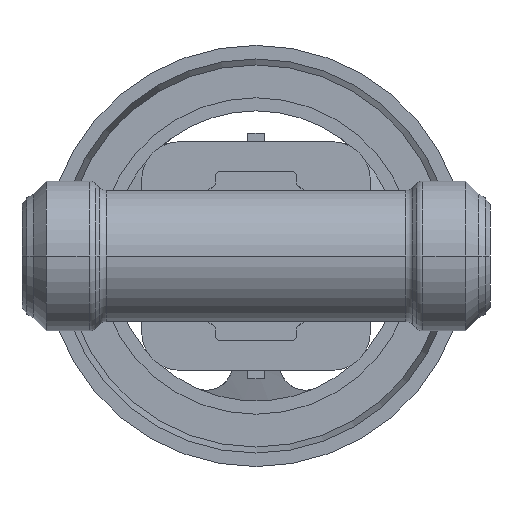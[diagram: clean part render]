
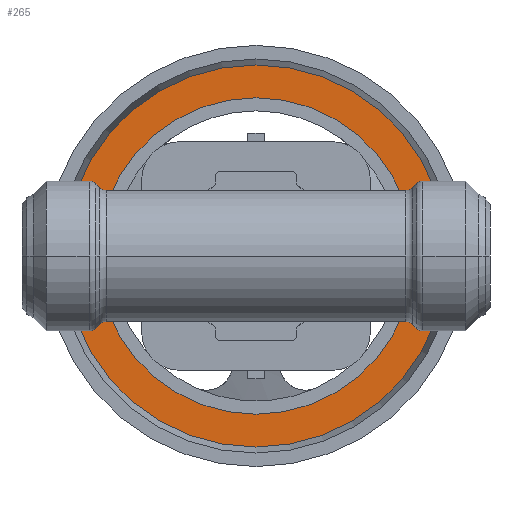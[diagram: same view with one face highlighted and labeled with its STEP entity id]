
A CAD part, front view. The second image highlights one B-rep face of the part: STEP entity #265.
In plain terms, the highlighted planar face has unit normal (0, -1, 0).
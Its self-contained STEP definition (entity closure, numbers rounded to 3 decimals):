
#265 = ADVANCED_FACE( '', ( #682, #683 ), #684, .T. );
#682 = FACE_OUTER_BOUND( '', #1239, .T. );
#683 = FACE_BOUND( '', #1240, .T. );
#684 = PLANE( '', #1241 );
#1239 = EDGE_LOOP( '', ( #2657, #2658 ) );
#1240 = EDGE_LOOP( '', ( #2659, #2660 ) );
#1241 = AXIS2_PLACEMENT_3D( '', #2661, #2662, #2663 );
#2657 = ORIENTED_EDGE( '', *, *, #4109, .F. );
#2658 = ORIENTED_EDGE( '', *, *, #4014, .F. );
#2659 = ORIENTED_EDGE( '', *, *, #4018, .T. );
#2660 = ORIENTED_EDGE( '', *, *, #4108, .T. );
#2661 = CARTESIAN_POINT( '', ( 218.269, 304.4, 0. ) );
#2662 = DIRECTION( '', ( 0., -1., 0. ) );
#2663 = DIRECTION( '', ( -1., 0., 0. ) );
#4014 = EDGE_CURVE( '', #4945, #4941, #4947, .T. );
#4018 = EDGE_CURVE( '', #4949, #4953, #4955, .T. );
#4108 = EDGE_CURVE( '', #4953, #4949, #5093, .T. );
#4109 = EDGE_CURVE( '', #4941, #4945, #5094, .T. );
#4941 = VERTEX_POINT( '', #6530 );
#4945 = VERTEX_POINT( '', #6535 );
#4947 = CIRCLE( '', #6538, 102.038 );
#4949 = VERTEX_POINT( '', #6540 );
#4953 = VERTEX_POINT( '', #6545 );
#4955 = CIRCLE( '', #6548, 84.5 );
#5093 = CIRCLE( '', #7126, 84.5 );
#5094 = CIRCLE( '', #7127, 102.038 );
#6530 = CARTESIAN_POINT( '', ( 227.038, 304.4, 0. ) );
#6535 = CARTESIAN_POINT( '', ( 22.962, 304.4, 0. ) );
#6538 = AXIS2_PLACEMENT_3D( '', #8423, #8424, #8425 );
#6540 = CARTESIAN_POINT( '', ( 209.5, 304.4, 0. ) );
#6545 = CARTESIAN_POINT( '', ( 40.5, 304.4, 0. ) );
#6548 = AXIS2_PLACEMENT_3D( '', #8431, #8432, #8433 );
#7126 = AXIS2_PLACEMENT_3D( '', #8541, #8542, #8543 );
#7127 = AXIS2_PLACEMENT_3D( '', #8544, #8545, #8546 );
#8423 = CARTESIAN_POINT( '', ( 125., 304.4, 0. ) );
#8424 = DIRECTION( '', ( 0., 1., 0. ) );
#8425 = DIRECTION( '', ( 1., 0., 0. ) );
#8431 = CARTESIAN_POINT( '', ( 125., 304.4, 0. ) );
#8432 = DIRECTION( '', ( 0., 1., 0. ) );
#8433 = DIRECTION( '', ( 1., 0., 0. ) );
#8541 = CARTESIAN_POINT( '', ( 125., 304.4, 0. ) );
#8542 = DIRECTION( '', ( 0., 1., 0. ) );
#8543 = DIRECTION( '', ( 1., 0., 0. ) );
#8544 = CARTESIAN_POINT( '', ( 125., 304.4, 0. ) );
#8545 = DIRECTION( '', ( 0., 1., 0. ) );
#8546 = DIRECTION( '', ( 1., 0., 0. ) );
